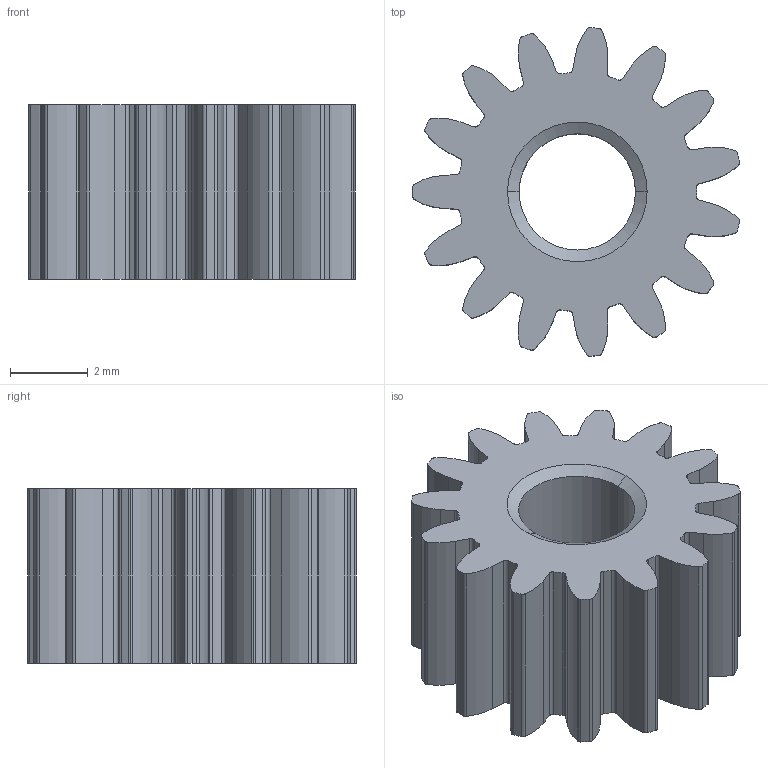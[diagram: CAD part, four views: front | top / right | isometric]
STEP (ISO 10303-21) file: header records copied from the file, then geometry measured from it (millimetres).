
FILE_DESCRIPTION (( 'STEP AP203' ), '1' );
FILE_NAME ('Gear00707.step', '2018-04-19T05:20:24', ( '' ), ( '' ), 'SwSTEP 2.0', 'SolidWorks 2012', '' );
FILE_SCHEMA (( 'CONFIG_CONTROL_DESIGN' ));
Length unit declared in the file: millimetre
Products named in the file (1): Gear00707
Bounding box: 8.43 x 8.47 x 4.5 mm (x, y, z)
Volume: 160.3 mm3; surface area: 325 mm2
Topology: 1 solids, 1 shells, 171 faces, 503 edges, 334 vertices
Faces by surface type: cylinder 105, plane 32, bspline 30, cone 4
Entity records: 6160 total; most frequent: CARTESIAN_POINT 1519, ORIENTED_EDGE 1006, DIRECTION 941, EDGE_CURVE 503, AXIS2_PLACEMENT_3D 356, VERTEX_POINT 334, VECTOR 229, LINE 229
